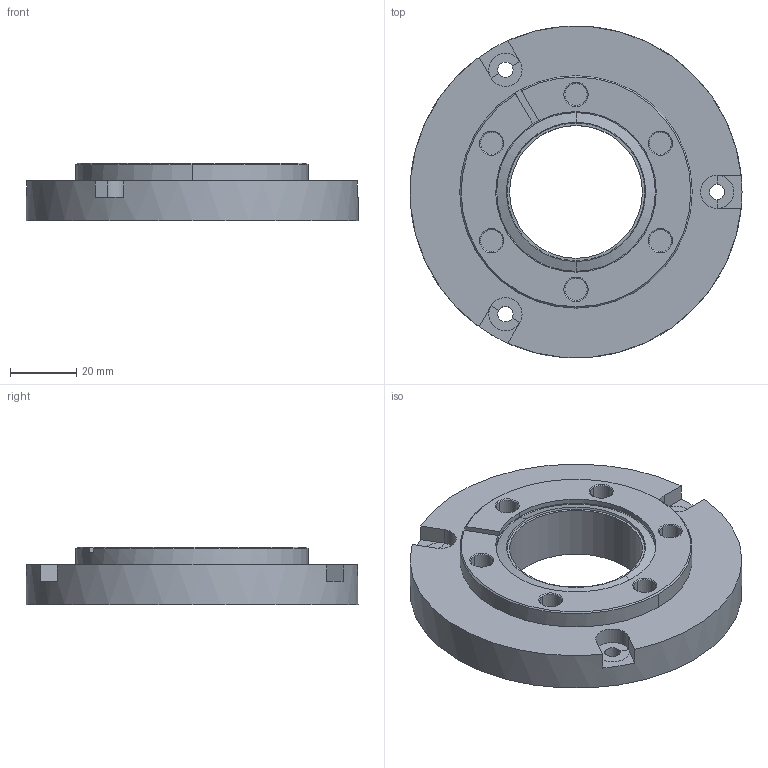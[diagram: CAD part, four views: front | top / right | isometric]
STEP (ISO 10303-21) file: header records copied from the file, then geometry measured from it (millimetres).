
FILE_DESCRIPTION(('FreeCAD Model'),'2;1');
FILE_NAME('Open CASCADE Shape Model','2023-07-05T13:28:06',('Author'),( ''),'Open CASCADE STEP processor 7.6','FreeCAD','Unknown');
FILE_SCHEMA(('AUTOMOTIVE_DESIGN { 1 0 10303 214 1 1 1 1 }'));
Length unit declared in the file: millimetre
Products named in the file (1): Cut002
Bounding box: 100 x 100 x 17.3 mm (x, y, z)
Volume: 85001.6 mm3; surface area: 23747.6 mm2
Topology: 1 solids, 1 shells, 78 faces, 181 edges, 111 vertices
Faces by surface type: plane 30, cylinder 27, cone 19, torus 2
Full cylindrical faces by diameter (mm): 4.6 x3, 40 x1, 70 x1, 78 x1, 100 x1
Entity records: 5029 total; most frequent: CARTESIAN_POINT 1065, DIRECTION 734, ORIENTED_EDGE 362, PCURVE 362, DEFINITIONAL_REPRESENTATION 362, LINE 341, VECTOR 341, EDGE_CURVE 181
